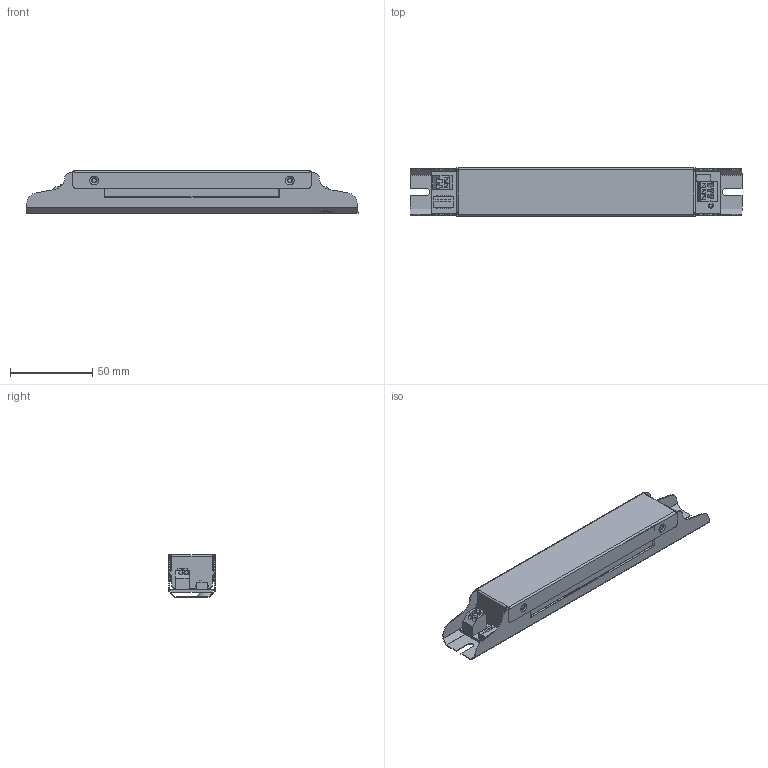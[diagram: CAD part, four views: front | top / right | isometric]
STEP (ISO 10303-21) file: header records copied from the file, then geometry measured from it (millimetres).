
FILE_DESCRIPTION(('STEP AP214'), '1');
FILE_NAME('ﾈﾏﾑ 0200 0221 ﾒﾄ', '2021-05-22T15:23:21', ('admin'), (''), 'ASCON STEP Converter 1.6', 'ASCON Math Kernel', '');
FILE_SCHEMA(('AUTOMOTIVE_DESIGN { 1 0 10303 214 3 1 1}'));
Length unit declared in the file: millimetre
Bounding box: 202 x 29.2 x 26 mm (x, y, z)
Volume: 20802 mm3; surface area: 53947.8 mm2
Topology: 1 solids, 1 shells, 393 faces, 1081 edges, 693 vertices
Faces by surface type: plane 260, cylinder 87, torus 25, sphere 9, bspline 5, extrusion 4, cone 3
Full cylindrical faces by diameter (mm): 2.9 x1, 5.6 x1
Entity records: 13175 total; most frequent: CARTESIAN_POINT 3197, ORIENTED_EDGE 2100, DIRECTION 1982, EDGE_CURVE 1050, VECTOR 786, LINE 782, VERTEX_POINT 693, AXIS2_PLACEMENT_3D 598
